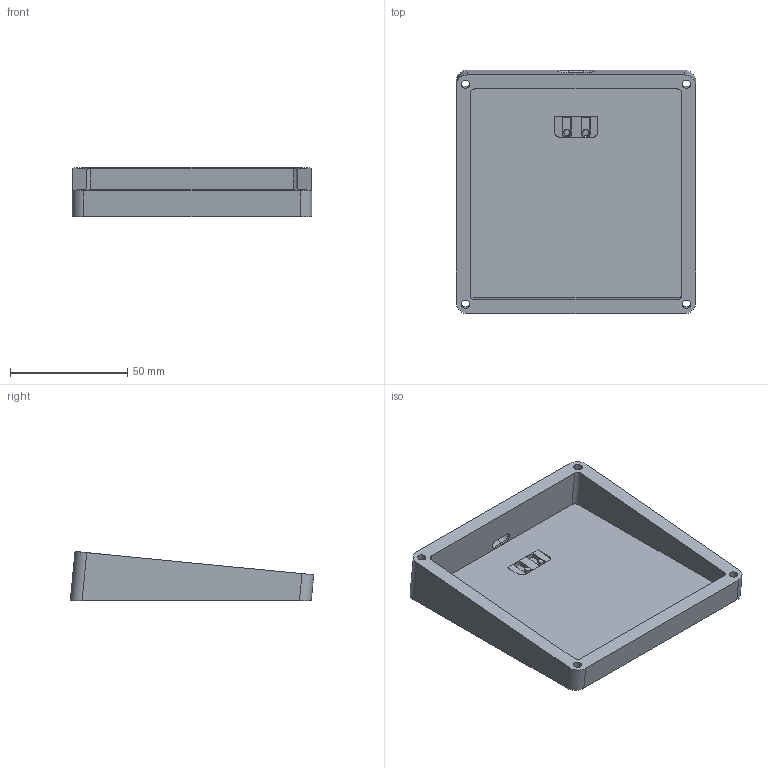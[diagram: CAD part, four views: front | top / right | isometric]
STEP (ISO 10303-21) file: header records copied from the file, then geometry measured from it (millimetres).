
FILE_DESCRIPTION(/* description */ (''),/* implementation_level */ '2;1');
FILE_NAME(/* name */ 'Optimized Macropad -- Bottom.step',/* time_stamp */ '2025-11-24T11:50:45-10:00',/* author */ (''),/* organization */ (''),/* preprocessor_version */ 'ST-DEVELOPER v20.1',/* originating_system */ 'Autodesk Translation Framework v14.21.0.0',/* authorisation */ '');
FILE_SCHEMA (('AUTOMOTIVE_DESIGN { 1 0 10303 214 3 1 1 }'));
Length unit declared in the file: millimetre
Products named in the file (2): Optimized Macropad; Case
Assembly tree (1 placements, depth 2):
  Optimized Macropad
    Case
Bounding box: 102.34 x 103.89 x 20.91 mm (x, y, z)
Volume: 59305.4 mm3; surface area: 33298.1 mm2
Topology: 1 solids, 1 shells, 176 faces, 469 edges, 310 vertices
Faces by surface type: plane 67, bspline 61, cylinder 44, torus 4
Full cylindrical faces by diameter (mm): 2.5 x2, 3.5 x4, 6 x4
Entity records: 6146 total; most frequent: CARTESIAN_POINT 1995, ORIENTED_EDGE 938, DIRECTION 675, EDGE_CURVE 469, VERTEX_POINT 310, LINE 255, VECTOR 255, AXIS2_PLACEMENT_3D 210
